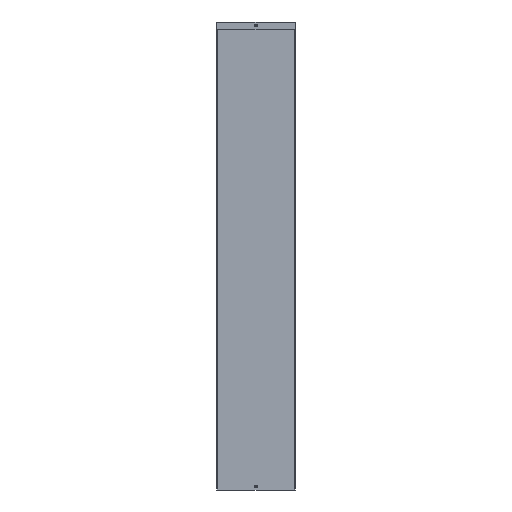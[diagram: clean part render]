
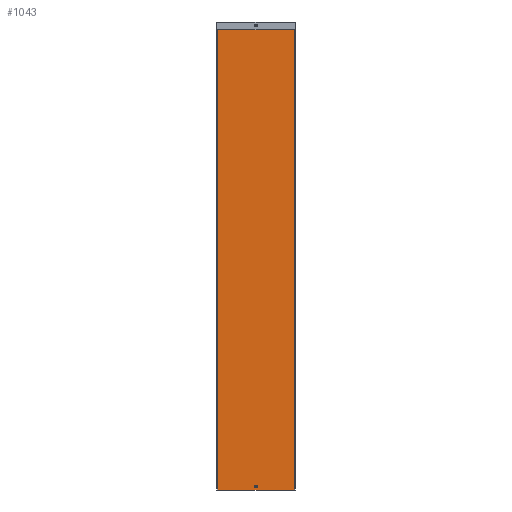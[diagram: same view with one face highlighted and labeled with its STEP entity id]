
A CAD part, front view. The second image highlights one B-rep face of the part: STEP entity #1043.
In plain terms, the highlighted planar face has unit normal (0, -1, 0).
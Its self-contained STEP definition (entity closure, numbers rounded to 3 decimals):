
#107 = EDGE_CURVE ( 'NONE', #1585, #2842, #1202, .T. ) ;
#130 = AXIS2_PLACEMENT_3D ( 'NONE', #697, #699, #705 ) ;
#232 = AXIS2_PLACEMENT_3D ( 'NONE', #826, #830, #833 ) ;
#309 = AXIS2_PLACEMENT_3D ( 'NONE', #1979, #1980, #1984 ) ;
#393 = CARTESIAN_POINT ( 'NONE',  ( 2.996, 0., 16.903 ) ) ;
#422 = CARTESIAN_POINT ( 'NONE',  ( -251., 0., 2948.764 ) ) ;
#437 = CARTESIAN_POINT ( 'NONE',  ( 10.094, 0., 24.001 ) ) ;
#562 = CARTESIAN_POINT ( 'NONE',  ( -3.004, 0., 16.903 ) ) ;
#647 = VERTEX_POINT ( 'NONE', #1683 ) ;
#689 = CARTESIAN_POINT ( 'NONE',  ( -252., 0., 2948.764 ) ) ;
#697 = CARTESIAN_POINT ( 'NONE',  ( 2.996, 0., 24.001 ) ) ;
#699 = DIRECTION ( 'NONE',  ( 0., -1., 0. ) ) ;
#705 = DIRECTION ( 'NONE',  ( 1., 0., 0. ) ) ;
#706 = CARTESIAN_POINT ( 'NONE',  ( -252., 0., 0. ) ) ;
#727 = DIRECTION ( 'NONE',  ( 1., 0., 0. ) ) ;
#741 = CIRCLE ( 'NONE', #309, 7.098 ) ;
#742 = CARTESIAN_POINT ( 'NONE',  ( -3.004, 0., 31.099 ) ) ;
#805 = DIRECTION ( 'NONE',  ( -1., 0., 0. ) ) ;
#826 = CARTESIAN_POINT ( 'NONE',  ( -3.004, 0., 24.001 ) ) ;
#830 = DIRECTION ( 'NONE',  ( 0., -1., 0. ) ) ;
#833 = DIRECTION ( 'NONE',  ( 1., 0., 0. ) ) ;
#863 = DIRECTION ( 'NONE',  ( 1., 0., 0. ) ) ;
#875 = CARTESIAN_POINT ( 'NONE',  ( -0.004, 0., 31.099 ) ) ;
#882 = CARTESIAN_POINT ( 'NONE',  ( -0.004, 0., 16.903 ) ) ;
#911 = DIRECTION ( 'NONE',  ( -1., 0., 0. ) ) ;
#1043 = ADVANCED_FACE ( 'NONE', ( #1737, #1538 ), #2556, .F. ) ;
#1202 = LINE ( 'NONE', #689, #1213 ) ;
#1213 = VECTOR ( 'NONE', #805, 1000. ) ;
#1234 = CARTESIAN_POINT ( 'NONE',  ( 2.996, 0., 31.099 ) ) ;
#1315 = VERTEX_POINT ( 'NONE', #3618 ) ;
#1343 = VECTOR ( 'NONE', #3648, 1000. ) ;
#1538 = FACE_BOUND ( 'NONE', #2514, .T. ) ;
#1585 = VERTEX_POINT ( 'NONE', #3118 ) ;
#1683 = CARTESIAN_POINT ( 'NONE',  ( -251., 0., 0. ) ) ;
#1737 = FACE_OUTER_BOUND ( 'NONE', #2277, .T. ) ;
#1824 = CIRCLE ( 'NONE', #130, 7.098 ) ;
#1875 = ORIENTED_EDGE ( 'NONE', *, *, #3540, .F. ) ;
#1885 = ORIENTED_EDGE ( 'NONE', *, *, #107, .T. ) ;
#1890 = ORIENTED_EDGE ( 'NONE', *, *, #2103, .T. ) ;
#1907 = ORIENTED_EDGE ( 'NONE', *, *, #3033, .T. ) ;
#1917 = DIRECTION ( 'NONE',  ( 0., 0., -1. ) ) ;
#1924 = ORIENTED_EDGE ( 'NONE', *, *, #3112, .F. ) ;
#1929 = ORIENTED_EDGE ( 'NONE', *, *, #3019, .F. ) ;
#1937 = CARTESIAN_POINT ( 'NONE',  ( 251., 0., 3000. ) ) ;
#1952 = ORIENTED_EDGE ( 'NONE', *, *, #3557, .F. ) ;
#1963 = ORIENTED_EDGE ( 'NONE', *, *, #3091, .F. ) ;
#1979 = CARTESIAN_POINT ( 'NONE',  ( 2.996, 0., 24.001 ) ) ;
#1980 = DIRECTION ( 'NONE',  ( 0., -1., 0. ) ) ;
#1982 = ORIENTED_EDGE ( 'NONE', *, *, #3068, .F. ) ;
#1984 = DIRECTION ( 'NONE',  ( 1., 0., 0. ) ) ;
#2103 = EDGE_CURVE ( 'NONE', #2842, #647, #2682, .T. ) ;
#2228 = VECTOR ( 'NONE', #863, 1000. ) ;
#2277 = EDGE_LOOP ( 'NONE', ( #1875, #1885, #1890, #1907 ) ) ;
#2376 = VECTOR ( 'NONE', #727, 1000. ) ;
#2426 = LINE ( 'NONE', #882, #2228 ) ;
#2446 = DIRECTION ( 'NONE',  ( 0., 1., 0. ) ) ;
#2472 = VECTOR ( 'NONE', #1917, 1000. ) ;
#2514 = EDGE_LOOP ( 'NONE', ( #1924, #1929, #1952, #1963, #1982 ) ) ;
#2556 = PLANE ( 'NONE',  #3181 ) ;
#2654 = LINE ( 'NONE', #1937, #2472 ) ;
#2682 = LINE ( 'NONE', #3682, #1343 ) ;
#2793 = VERTEX_POINT ( 'NONE', #393 ) ;
#2821 = VERTEX_POINT ( 'NONE', #437 ) ;
#2842 = VERTEX_POINT ( 'NONE', #422 ) ;
#2905 = LINE ( 'NONE', #875, #3586 ) ;
#2959 = VERTEX_POINT ( 'NONE', #562 ) ;
#3009 = CIRCLE ( 'NONE', #232, 7.098 ) ;
#3019 = EDGE_CURVE ( 'NONE', #2821, #3223, #1824, .T. ) ;
#3033 = EDGE_CURVE ( 'NONE', #647, #1315, #3986, .T. ) ;
#3051 = VERTEX_POINT ( 'NONE', #742 ) ;
#3068 = EDGE_CURVE ( 'NONE', #3051, #2959, #3009, .T. ) ;
#3091 = EDGE_CURVE ( 'NONE', #2959, #2793, #2426, .T. ) ;
#3112 = EDGE_CURVE ( 'NONE', #3223, #3051, #2905, .T. ) ;
#3118 = CARTESIAN_POINT ( 'NONE',  ( 251., 0., 2948.764 ) ) ;
#3181 = AXIS2_PLACEMENT_3D ( 'NONE', #3944, #2446, #3905 ) ;
#3223 = VERTEX_POINT ( 'NONE', #1234 ) ;
#3540 = EDGE_CURVE ( 'NONE', #1585, #1315, #2654, .T. ) ;
#3557 = EDGE_CURVE ( 'NONE', #2793, #2821, #741, .T. ) ;
#3586 = VECTOR ( 'NONE', #911, 1000. ) ;
#3618 = CARTESIAN_POINT ( 'NONE',  ( 251., 0., 0. ) ) ;
#3648 = DIRECTION ( 'NONE',  ( 0., 0., -1. ) ) ;
#3682 = CARTESIAN_POINT ( 'NONE',  ( -251., 0., 3000. ) ) ;
#3905 = DIRECTION ( 'NONE',  ( 0., 0., 1. ) ) ;
#3944 = CARTESIAN_POINT ( 'NONE',  ( -252., 0., 3000. ) ) ;
#3986 = LINE ( 'NONE', #706, #2376 ) ;
